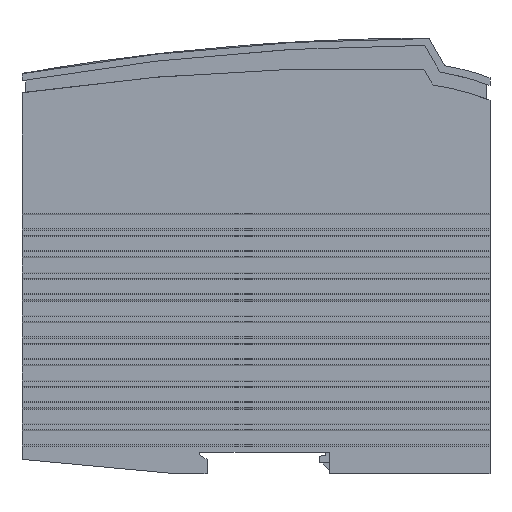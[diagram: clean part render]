
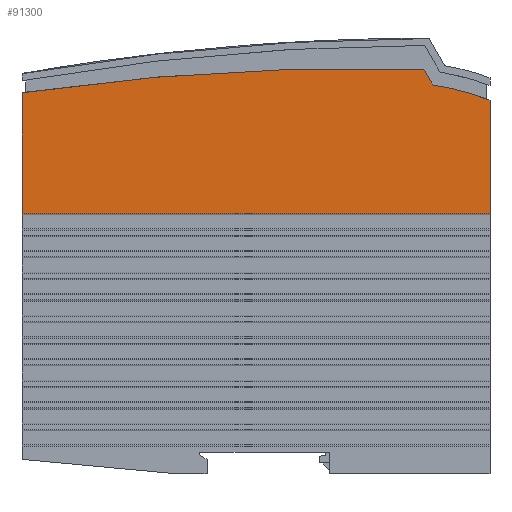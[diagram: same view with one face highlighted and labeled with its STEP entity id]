
A CAD part, left-side view. The second image highlights one B-rep face of the part: STEP entity #91300.
In plain terms, the highlighted face is planar.
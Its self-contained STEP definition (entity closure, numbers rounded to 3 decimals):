
#4300=CARTESIAN_POINT('',(106.39,18.37,-8.5));
#4310=VERTEX_POINT('',#4300);
#4340=CARTESIAN_POINT('',(-549.,36.,-8.5));
#4350=DIRECTION('',(0.,0.,1.));
#4360=DIRECTION('',(1.,0.,0.));
#4370=AXIS2_PLACEMENT_3D('',#4340,#4350,#4360);
#4380=CIRCLE('',#4370,655.627);
#4390=CARTESIAN_POINT('',(99.854,130.,-8.5));
#4400=VERTEX_POINT('',#4390);
#4410=EDGE_CURVE('',#4310,#4400,#4380,.T.);
#5370=CARTESIAN_POINT('',(33.52,25.64,-8.5));
#5380=DIRECTION('',(0.,0.,1.));
#5390=DIRECTION('',(1.,0.,0.));
#5400=AXIS2_PLACEMENT_3D('',#5370,#5380,#5390);
#5410=CIRCLE('',#5400,69.15);
#5420=CARTESIAN_POINT('',(97.741,0.,-8.5));
#5430=VERTEX_POINT('',#5420);
#5440=CARTESIAN_POINT('',(101.97,15.826,-8.5));
#5450=VERTEX_POINT('',#5440);
#5460=EDGE_CURVE('',#5430,#5450,#5410,.T.);
#6840=CARTESIAN_POINT('',(0.,-42.872,-8.5));
#6850=DIRECTION('',(-0.867,-0.499,0.));
#6860=VECTOR('',#6850,1.);
#6870=LINE('',#6840,#6860);
#6880=EDGE_CURVE('',#4310,#5450,#6870,.T.);
#54690=CARTESIAN_POINT('',(0.,130.,-8.5));
#54700=DIRECTION('',(1.,0.,0.));
#54710=VECTOR('',#54700,1.);
#54720=LINE('',#54690,#54710);
#54730=CARTESIAN_POINT('',(66.3,130.,-8.5));
#54740=VERTEX_POINT('',#54730);
#54750=EDGE_CURVE('',#54740,#4400,#54720,.T.);
#61820=CARTESIAN_POINT('',(66.3,0.,-8.5));
#61830=VERTEX_POINT('',#61820);
#61950=CARTESIAN_POINT('',(66.3,0.,-8.5));
#61960=DIRECTION('',(0.,-1.,0.));
#61970=VECTOR('',#61960,1.);
#61980=LINE('',#61950,#61970);
#61990=EDGE_CURVE('',#54740,#61830,#61980,.T.);
#91120=CARTESIAN_POINT('',(62.14,-13.,-8.5));
#91130=DIRECTION('',(0.,0.,1.));
#91140=DIRECTION('',(1.,0.,0.));
#91150=AXIS2_PLACEMENT_3D('',#91120,#91130,#91140);
#91160=PLANE('',#91150);
#91170=ORIENTED_EDGE('',*,*,#61990,.T.);
#91180=ORIENTED_EDGE('',*,*,#54750,.F.);
#91190=ORIENTED_EDGE('',*,*,#4410,.T.);
#91200=ORIENTED_EDGE('',*,*,#6880,.F.);
#91210=ORIENTED_EDGE('',*,*,#5460,.T.);
#91220=CARTESIAN_POINT('',(0.,0.,-8.5));
#91230=DIRECTION('',(1.,0.,0.));
#91240=VECTOR('',#91230,1.);
#91250=LINE('',#91220,#91240);
#91260=EDGE_CURVE('',#61830,#5430,#91250,.T.);
#91270=ORIENTED_EDGE('',*,*,#91260,.T.);
#91280=EDGE_LOOP('',(#91270,#91210,#91200,#91190,#91180,#91170));
#91290=FACE_OUTER_BOUND('',#91280,.T.);
#91300=ADVANCED_FACE('',(#91290),#91160,.T.);
